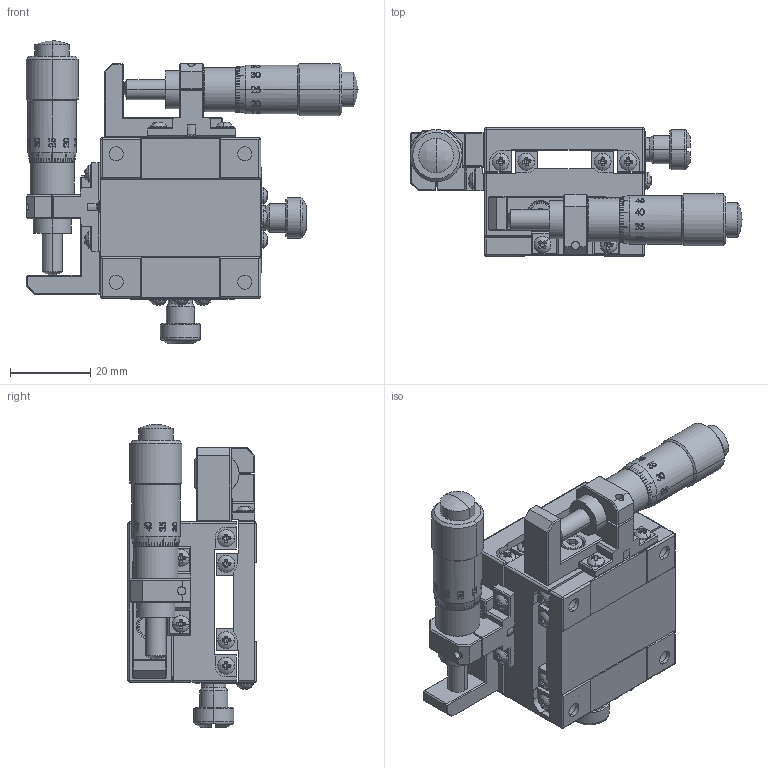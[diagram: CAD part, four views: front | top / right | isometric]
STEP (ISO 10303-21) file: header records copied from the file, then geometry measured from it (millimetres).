
FILE_DESCRIPTION (( 'STEP AP203' ), '1' );
FILE_NAME ('MY40-SS(«¬¿ý).STEP', '2013-05-03T07:46:59', ( '123' ), ( '' ), 'SwSTEP 2.0', 'SolidWorks 2013', '' );
FILE_SCHEMA (( 'CONFIG_CONTROL_DESIGN' ));
Length unit declared in the file: millimetre
Products named in the file (4): Group1^MY40-SS(型錄); Group2^MY40-SS(型錄); Group3^MY40-SS(型錄); MY40-SS(型錄)
Assembly tree (3 placements, depth 2):
  MY40-SS(型錄)
    Group1^MY40-SS(型錄)
    Group2^MY40-SS(型錄)
    Group3^MY40-SS(型錄)
Bounding box: 82.75 x 32 x 75.55 mm (x, y, z)
Volume: 59652.5 mm3; surface area: 27194.8 mm2
Topology: 3 solids, 3 shells, 3479 faces, 9377 edges, 6006 vertices
Faces by surface type: plane 1960, bspline 559, cylinder 514, cone 348, sphere 66, torus 32
Entity records: 156879 total; most frequent: CARTESIAN_POINT 72187, ORIENTED_EDGE 18630, DIRECTION 16075, EDGE_CURVE 9315, VERTEX_POINT 6006, AXIS2_PLACEMENT_3D 5436, VECTOR 5203, LINE 5203
